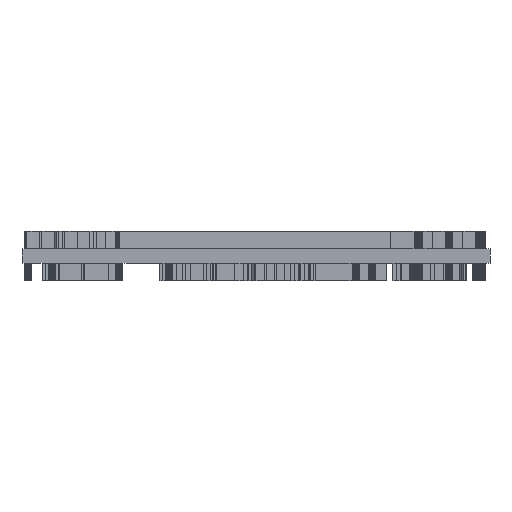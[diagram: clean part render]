
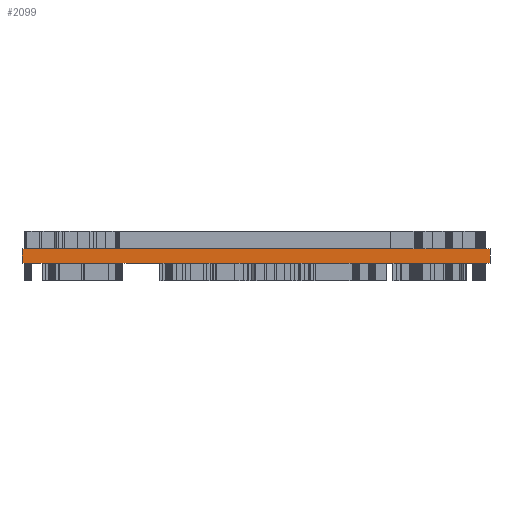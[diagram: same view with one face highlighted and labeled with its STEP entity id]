
A CAD part, left-side view. The second image highlights one B-rep face of the part: STEP entity #2099.
In plain terms, the highlighted planar face has unit normal (-1, 0, 0).
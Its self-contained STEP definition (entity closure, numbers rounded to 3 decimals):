
#2001 = EDGE_CURVE('',#2002,#2004,#2006,.T.);
#2002 = VERTEX_POINT('',#2003);
#2003 = CARTESIAN_POINT('',(-3.81,-3.81,0.));
#2004 = VERTEX_POINT('',#2005);
#2005 = CARTESIAN_POINT('',(-3.81,-3.81,3.089));
#2006 = LINE('',#2007,#2008);
#2007 = CARTESIAN_POINT('',(-3.81,-3.81,0.));
#2008 = VECTOR('',#2009,1.);
#2009 = DIRECTION('',(0.,0.,1.));
#2074 = VERTEX_POINT('',#2075);
#2075 = CARTESIAN_POINT('',(-3.81,97.79,3.089));
#2081 = EDGE_CURVE('',#2082,#2074,#2084,.T.);
#2082 = VERTEX_POINT('',#2083);
#2083 = CARTESIAN_POINT('',(-3.81,97.79,0.));
#2084 = LINE('',#2085,#2086);
#2085 = CARTESIAN_POINT('',(-3.81,97.79,0.));
#2086 = VECTOR('',#2087,1.);
#2087 = DIRECTION('',(0.,0.,1.));
#2099 = ADVANCED_FACE('',(#2100),#2116,.F.);
#2100 = FACE_BOUND('',#2101,.F.);
#2101 = EDGE_LOOP('',(#2102,#2103,#2109,#2110));
#2102 = ORIENTED_EDGE('',*,*,#2081,.T.);
#2103 = ORIENTED_EDGE('',*,*,#2104,.T.);
#2104 = EDGE_CURVE('',#2074,#2004,#2105,.T.);
#2105 = LINE('',#2106,#2107);
#2106 = CARTESIAN_POINT('',(-3.81,97.79,3.089));
#2107 = VECTOR('',#2108,1.);
#2108 = DIRECTION('',(0.,-1.,0.));
#2109 = ORIENTED_EDGE('',*,*,#2001,.F.);
#2110 = ORIENTED_EDGE('',*,*,#2111,.F.);
#2111 = EDGE_CURVE('',#2082,#2002,#2112,.T.);
#2112 = LINE('',#2113,#2114);
#2113 = CARTESIAN_POINT('',(-3.81,97.79,0.));
#2114 = VECTOR('',#2115,1.);
#2115 = DIRECTION('',(0.,-1.,0.));
#2116 = PLANE('',#2117);
#2117 = AXIS2_PLACEMENT_3D('',#2118,#2119,#2120);
#2118 = CARTESIAN_POINT('',(-3.81,97.79,0.));
#2119 = DIRECTION('',(1.,0.,-0.));
#2120 = DIRECTION('',(0.,-1.,0.));
